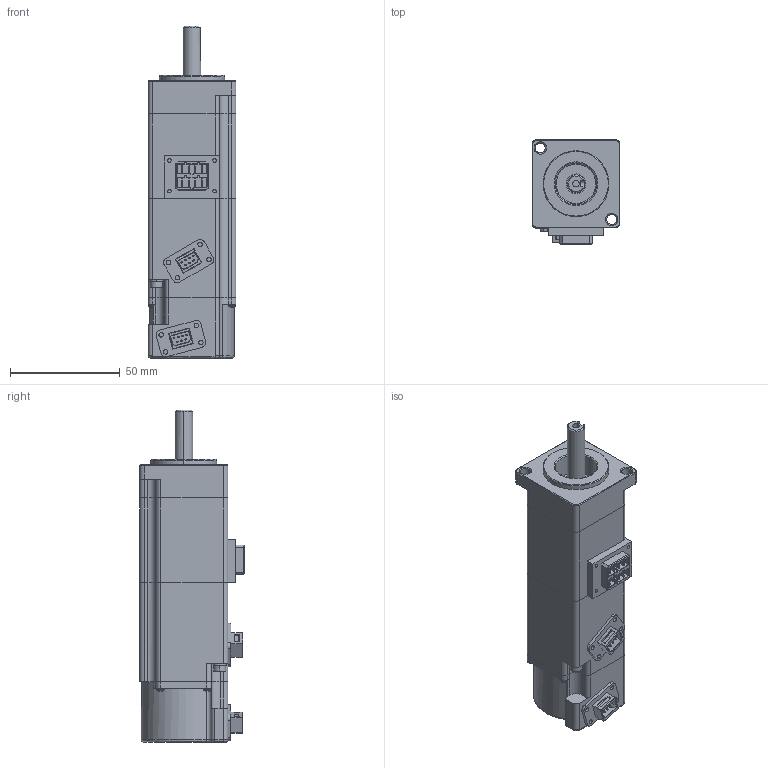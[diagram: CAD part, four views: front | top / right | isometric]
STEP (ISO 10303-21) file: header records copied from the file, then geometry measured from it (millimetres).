
FILE_DESCRIPTION(('Creo Elements/Direct Modeling STEP Export'),'2;1');
FILE_NAME('TSM4104N7330E205.stp','2017-06-13T13:56:38',(''),(''),'Creo Elements/Direct Modeling STEP processor for AP214 (Solid Model)','Creo Elements/Direct Modeling 18.1E 22-Nov-2013 (C) Parametric Technology GmbH','');
FILE_SCHEMA(('AUTOMOTIVE_DESIGN { 1 0 10303 214 1 1 1 1 }'));
Products named in the file (1): TSM4104N7330E205
Bounding box: 40 x 47.4 x 151 mm (x, y, z)
Volume: 184649.5 mm3; surface area: 26400.6 mm2
Topology: 1 solids, 11 shells, 1750 faces, 4240 edges, 2494 vertices
Faces by surface type: plane 781, bspline 441, cylinder 417, cone 43, extrusion 28, sphere 24, torus 16
Entity records: 67902 total; most frequent: CARTESIAN_POINT 30957, ORIENTED_EDGE 8340, DIRECTION 6102, EDGE_CURVE 4170, VERTEX_POINT 2494, VECTOR 2136, LINE 2108, AXIS2_PLACEMENT_3D 1983
